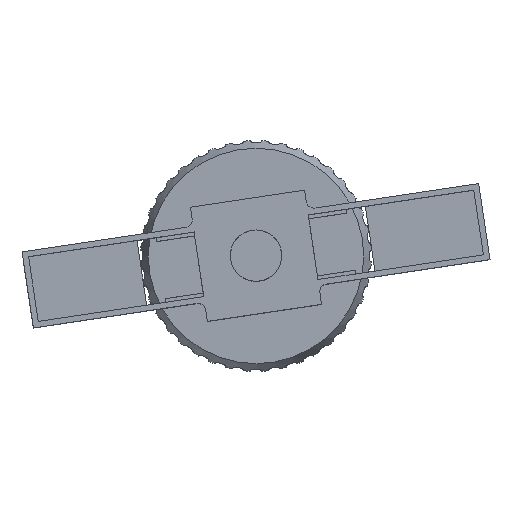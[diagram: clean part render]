
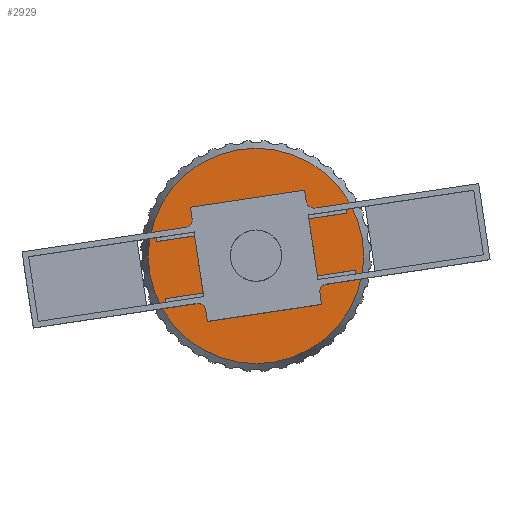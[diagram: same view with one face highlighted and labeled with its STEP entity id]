
A CAD part, top view. The second image highlights one B-rep face of the part: STEP entity #2929.
In plain terms, the highlighted planar face has unit normal (0, 0, 1).
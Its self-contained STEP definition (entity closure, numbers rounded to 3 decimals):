
#56=FACE_BOUND('',#679,.T.);
#91=PLANE('',#3188);
#521=FACE_OUTER_BOUND('',#678,.T.);
#678=EDGE_LOOP('',(#2024));
#679=EDGE_LOOP('',(#2025));
#906=CIRCLE('',#3185,6.667);
#908=CIRCLE('',#3189,28.);
#1274=VERTEX_POINT('',#4707);
#1276=VERTEX_POINT('',#4714);
#1572=EDGE_CURVE('',#1274,#1274,#906,.T.);
#1575=EDGE_CURVE('',#1276,#1276,#908,.T.);
#2024=ORIENTED_EDGE('',*,*,#1575,.T.);
#2025=ORIENTED_EDGE('',*,*,#1572,.F.);
#2929=ADVANCED_FACE('',(#521,#56),#91,.T.);
#3185=AXIS2_PLACEMENT_3D('',#4708,#3551,#3552);
#3188=AXIS2_PLACEMENT_3D('',#4713,#3558,#3559);
#3189=AXIS2_PLACEMENT_3D('',#4715,#3560,#3561);
#3551=DIRECTION('center_axis',(0.,0.,1.));
#3552=DIRECTION('ref_axis',(1.,0.,0.));
#3558=DIRECTION('center_axis',(0.,0.,1.));
#3559=DIRECTION('ref_axis',(1.,0.,0.));
#3560=DIRECTION('center_axis',(0.,0.,1.));
#3561=DIRECTION('ref_axis',(1.,0.,0.));
#4707=CARTESIAN_POINT('',(-2.399,5.245,66.25));
#4708=CARTESIAN_POINT('Origin',(-9.066,5.245,66.25));
#4713=CARTESIAN_POINT('Origin',(18.934,5.245,66.25));
#4714=CARTESIAN_POINT('',(18.934,5.245,66.25));
#4715=CARTESIAN_POINT('Origin',(-9.066,5.245,66.25));
